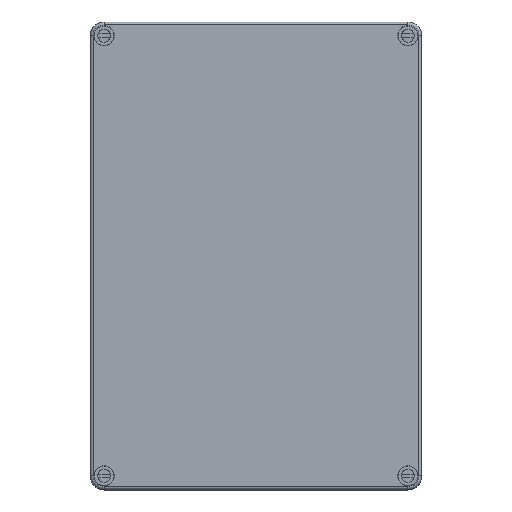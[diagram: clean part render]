
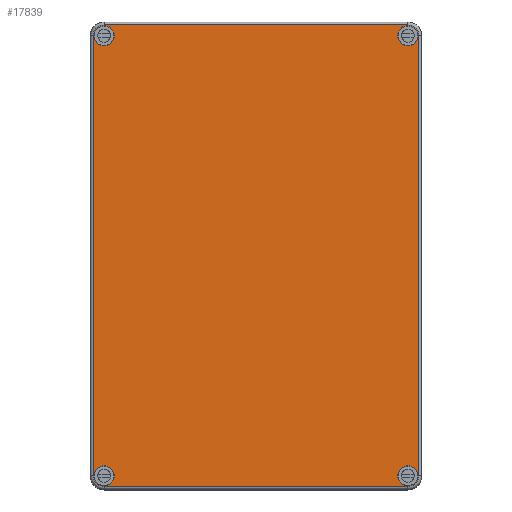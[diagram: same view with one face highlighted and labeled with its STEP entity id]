
A CAD part, top view. The second image highlights one B-rep face of the part: STEP entity #17839.
In plain terms, the highlighted planar face has unit normal (0, 0, 1).
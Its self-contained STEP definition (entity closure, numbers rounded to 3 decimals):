
#4 = ORIENTED_EDGE ( 'NONE', *, *, #2459, .F. ) ;
#49 = DIRECTION ( 'NONE',  ( 0., 0., 1. ) ) ;
#59 = DIRECTION ( 'NONE',  ( -1., 0., 0. ) ) ;
#305 = DIRECTION ( 'NONE',  ( 0., 0., 1. ) ) ;
#322 = VECTOR ( 'NONE', #21545, 1000. ) ;
#430 = EDGE_LOOP ( 'NONE', ( #9394, #4 ) ) ;
#585 = CARTESIAN_POINT ( 'NONE',  ( -82.5, -119.5, 39. ) ) ;
#600 = VECTOR ( 'NONE', #59, 1000. ) ;
#843 = EDGE_CURVE ( 'NONE', #11828, #3006, #6315, .T. ) ;
#985 = VERTEX_POINT ( 'NONE', #14658 ) ;
#1201 = DIRECTION ( 'NONE',  ( 1., 0., 0. ) ) ;
#1225 = CARTESIAN_POINT ( 'NONE',  ( 82.5, 119.5, 39. ) ) ;
#1292 = CARTESIAN_POINT ( 'NONE',  ( -82.5, 119.5, 39. ) ) ;
#1385 = VERTEX_POINT ( 'NONE', #10858 ) ;
#1672 = ORIENTED_EDGE ( 'NONE', *, *, #14865, .F. ) ;
#1855 = CARTESIAN_POINT ( 'NONE',  ( 88.369, -119.5, 39. ) ) ;
#1876 = AXIS2_PLACEMENT_3D ( 'NONE', #10343, #49, #12037 ) ;
#2044 = DIRECTION ( 'NONE',  ( 0., 0., 1. ) ) ;
#2326 = AXIS2_PLACEMENT_3D ( 'NONE', #8811, #20733, #10555 ) ;
#2327 = DIRECTION ( 'NONE',  ( -1., 0., 0. ) ) ;
#2379 = CIRCLE ( 'NONE', #7840, 5.869 ) ;
#2459 = EDGE_CURVE ( 'NONE', #15268, #4363, #11622, .T. ) ;
#2506 = CARTESIAN_POINT ( 'NONE',  ( -82.5, 119.5, 39. ) ) ;
#2668 = CARTESIAN_POINT ( 'NONE',  ( 88., -119.5, 39. ) ) ;
#2710 = VERTEX_POINT ( 'NONE', #10426 ) ;
#2967 = DIRECTION ( 'NONE',  ( -1., 0., 0. ) ) ;
#3006 = VERTEX_POINT ( 'NONE', #18865 ) ;
#3050 = DIRECTION ( 'NONE',  ( 1., 0., 0. ) ) ;
#3128 = EDGE_LOOP ( 'NONE', ( #17578, #14611 ) ) ;
#3329 = ORIENTED_EDGE ( 'NONE', *, *, #8496, .T. ) ;
#3511 = VERTEX_POINT ( 'NONE', #5102 ) ;
#3649 = ORIENTED_EDGE ( 'NONE', *, *, #20143, .F. ) ;
#3704 = CARTESIAN_POINT ( 'NONE',  ( -88.369, -119.5, 39. ) ) ;
#3854 = DIRECTION ( 'NONE',  ( 0., 0., 1. ) ) ;
#4098 = EDGE_CURVE ( 'NONE', #11819, #11314, #12619, .T. ) ;
#4113 = FACE_BOUND ( 'NONE', #21062, .T. ) ;
#4191 = VECTOR ( 'NONE', #10912, 1000. ) ;
#4225 = AXIS2_PLACEMENT_3D ( 'NONE', #10681, #3854, #15806 ) ;
#4226 = DIRECTION ( 'NONE',  ( 1., 0., 0. ) ) ;
#4352 = CARTESIAN_POINT ( 'NONE',  ( 82.5, -119.5, 39. ) ) ;
#4363 = VERTEX_POINT ( 'NONE', #19734 ) ;
#4536 = AXIS2_PLACEMENT_3D ( 'NONE', #1292, #13307, #3050 ) ;
#4567 = AXIS2_PLACEMENT_3D ( 'NONE', #21648, #11474, #1201 ) ;
#4640 = FACE_BOUND ( 'NONE', #19046, .T. ) ;
#4663 = CARTESIAN_POINT ( 'NONE',  ( 82.5, 125.369, 39. ) ) ;
#5102 = CARTESIAN_POINT ( 'NONE',  ( 77., 119.5, 39. ) ) ;
#5421 = LINE ( 'NONE', #19861, #322 ) ;
#5714 = CARTESIAN_POINT ( 'NONE',  ( -88.369, 150., 39. ) ) ;
#6062 = DIRECTION ( 'NONE',  ( 1., 0., 0. ) ) ;
#6216 = VECTOR ( 'NONE', #13576, 1000. ) ;
#6309 = AXIS2_PLACEMENT_3D ( 'NONE', #10599, #305, #12303 ) ;
#6315 = CIRCLE ( 'NONE', #20535, 5.869 ) ;
#6696 = AXIS2_PLACEMENT_3D ( 'NONE', #10111, #21984, #11809 ) ;
#7283 = LINE ( 'NONE', #20304, #6216 ) ;
#7783 = VERTEX_POINT ( 'NONE', #15571 ) ;
#7840 = AXIS2_PLACEMENT_3D ( 'NONE', #585, #12581, #2327 ) ;
#8406 = CARTESIAN_POINT ( 'NONE',  ( 82.5, 119.5, 39. ) ) ;
#8496 = EDGE_CURVE ( 'NONE', #7783, #2710, #17704, .T. ) ;
#8652 = FACE_BOUND ( 'NONE', #3128, .T. ) ;
#8742 = LINE ( 'NONE', #5714, #4191 ) ;
#8811 = CARTESIAN_POINT ( 'NONE',  ( 82.5, -119.5, 39. ) ) ;
#9060 = AXIS2_PLACEMENT_3D ( 'NONE', #8406, #20322, #10147 ) ;
#9394 = ORIENTED_EDGE ( 'NONE', *, *, #16412, .F. ) ;
#9499 = CIRCLE ( 'NONE', #14104, 5.5 ) ;
#9849 = VERTEX_POINT ( 'NONE', #16644 ) ;
#9904 = CIRCLE ( 'NONE', #15626, 5.5 ) ;
#9908 = EDGE_CURVE ( 'NONE', #3511, #11546, #14995, .T. ) ;
#9958 = ORIENTED_EDGE ( 'NONE', *, *, #15480, .F. ) ;
#10111 = CARTESIAN_POINT ( 'NONE',  ( 82.5, 119.5, 39. ) ) ;
#10147 = DIRECTION ( 'NONE',  ( 1., 0., 0. ) ) ;
#10171 = ORIENTED_EDGE ( 'NONE', *, *, #21628, .T. ) ;
#10278 = VERTEX_POINT ( 'NONE', #17891 ) ;
#10343 = CARTESIAN_POINT ( 'NONE',  ( 82.5, -119.5, 39. ) ) ;
#10426 = CARTESIAN_POINT ( 'NONE',  ( -88.369, 119.5, 39. ) ) ;
#10533 = CARTESIAN_POINT ( 'NONE',  ( 88., 119.5, 39. ) ) ;
#10555 = DIRECTION ( 'NONE',  ( 1., 0., 0. ) ) ;
#10599 = CARTESIAN_POINT ( 'NONE',  ( -82.5, 119.5, 39. ) ) ;
#10681 = CARTESIAN_POINT ( 'NONE',  ( 0., 0., 39. ) ) ;
#10858 = CARTESIAN_POINT ( 'NONE',  ( -88., 119.5, 39. ) ) ;
#10897 = EDGE_CURVE ( 'NONE', #11314, #11819, #9904, .T. ) ;
#10912 = DIRECTION ( 'NONE',  ( 0., -1., 0. ) ) ;
#11314 = VERTEX_POINT ( 'NONE', #2668 ) ;
#11410 = CARTESIAN_POINT ( 'NONE',  ( 77., -119.5, 39. ) ) ;
#11474 = DIRECTION ( 'NONE',  ( 0., 0., 1. ) ) ;
#11546 = VERTEX_POINT ( 'NONE', #10533 ) ;
#11622 = CIRCLE ( 'NONE', #4567, 5.5 ) ;
#11809 = DIRECTION ( 'NONE',  ( 1., 0., 0. ) ) ;
#11819 = VERTEX_POINT ( 'NONE', #11410 ) ;
#11828 = VERTEX_POINT ( 'NONE', #4663 ) ;
#11837 = ORIENTED_EDGE ( 'NONE', *, *, #18221, .F. ) ;
#11894 = CIRCLE ( 'NONE', #9060, 5.5 ) ;
#12037 = DIRECTION ( 'NONE',  ( 1., 0., 0. ) ) ;
#12303 = DIRECTION ( 'NONE',  ( 1., 0., 0. ) ) ;
#12314 = CARTESIAN_POINT ( 'NONE',  ( -82.5, -119.5, 39. ) ) ;
#12581 = DIRECTION ( 'NONE',  ( 0., 0., -1. ) ) ;
#12619 = CIRCLE ( 'NONE', #1876, 5.5 ) ;
#13224 = FACE_OUTER_BOUND ( 'NONE', #21659, .T. ) ;
#13237 = DIRECTION ( 'NONE',  ( 0., 0., -1. ) ) ;
#13276 = CIRCLE ( 'NONE', #2326, 5.869 ) ;
#13307 = DIRECTION ( 'NONE',  ( 0., 0., 1. ) ) ;
#13576 = DIRECTION ( 'NONE',  ( -1., 0., 0. ) ) ;
#13784 = CARTESIAN_POINT ( 'NONE',  ( 100., 125.369, 39. ) ) ;
#14036 = DIRECTION ( 'NONE',  ( 1., 0., 0. ) ) ;
#14097 = ORIENTED_EDGE ( 'NONE', *, *, #4098, .F. ) ;
#14104 = AXIS2_PLACEMENT_3D ( 'NONE', #12314, #2044, #14036 ) ;
#14472 = DIRECTION ( 'NONE',  ( 0., 0., 1. ) ) ;
#14611 = ORIENTED_EDGE ( 'NONE', *, *, #9908, .F. ) ;
#14658 = CARTESIAN_POINT ( 'NONE',  ( -82.5, -125.369, 39. ) ) ;
#14694 = EDGE_CURVE ( 'NONE', #11546, #3511, #11894, .T. ) ;
#14865 = EDGE_CURVE ( 'NONE', #10278, #1385, #21710, .T. ) ;
#14988 = AXIS2_PLACEMENT_3D ( 'NONE', #2506, #14472, #4226 ) ;
#14995 = CIRCLE ( 'NONE', #6696, 5.5 ) ;
#15207 = EDGE_CURVE ( 'NONE', #11828, #7783, #19335, .T. ) ;
#15268 = VERTEX_POINT ( 'NONE', #17244 ) ;
#15480 = EDGE_CURVE ( 'NONE', #3006, #16941, #5421, .T. ) ;
#15571 = CARTESIAN_POINT ( 'NONE',  ( -82.5, 125.369, 39. ) ) ;
#15626 = AXIS2_PLACEMENT_3D ( 'NONE', #4352, #16301, #6062 ) ;
#15751 = EDGE_CURVE ( 'NONE', #9849, #16941, #13276, .T. ) ;
#15806 = DIRECTION ( 'NONE',  ( 1., 0., 0. ) ) ;
#16301 = DIRECTION ( 'NONE',  ( 0., 0., 1. ) ) ;
#16308 = ORIENTED_EDGE ( 'NONE', *, *, #843, .F. ) ;
#16412 = EDGE_CURVE ( 'NONE', #4363, #15268, #9499, .T. ) ;
#16644 = CARTESIAN_POINT ( 'NONE',  ( 82.5, -125.369, 39. ) ) ;
#16941 = VERTEX_POINT ( 'NONE', #1855 ) ;
#17140 = ORIENTED_EDGE ( 'NONE', *, *, #15751, .T. ) ;
#17244 = CARTESIAN_POINT ( 'NONE',  ( -88., -119.5, 39. ) ) ;
#17578 = ORIENTED_EDGE ( 'NONE', *, *, #14694, .F. ) ;
#17704 = CIRCLE ( 'NONE', #14988, 5.869 ) ;
#17722 = FACE_BOUND ( 'NONE', #430, .T. ) ;
#17774 = VERTEX_POINT ( 'NONE', #3704 ) ;
#17839 = ADVANCED_FACE ( 'NONE', ( #13224, #17722, #4640, #8652, #4113 ), #19160, .T. ) ;
#17891 = CARTESIAN_POINT ( 'NONE',  ( -77., 119.5, 39. ) ) ;
#18221 = EDGE_CURVE ( 'NONE', #9849, #985, #7283, .T. ) ;
#18865 = CARTESIAN_POINT ( 'NONE',  ( 88.369, 119.5, 39. ) ) ;
#19046 = EDGE_LOOP ( 'NONE', ( #20972, #14097 ) ) ;
#19160 = PLANE ( 'NONE',  #4225 ) ;
#19208 = EDGE_CURVE ( 'NONE', #1385, #10278, #21630, .T. ) ;
#19335 = LINE ( 'NONE', #13784, #600 ) ;
#19555 = ORIENTED_EDGE ( 'NONE', *, *, #19208, .F. ) ;
#19734 = CARTESIAN_POINT ( 'NONE',  ( -77., -119.5, 39. ) ) ;
#19861 = CARTESIAN_POINT ( 'NONE',  ( 88.369, 150., 39. ) ) ;
#20143 = EDGE_CURVE ( 'NONE', #985, #17774, #2379, .T. ) ;
#20304 = CARTESIAN_POINT ( 'NONE',  ( 100., -125.369, 39. ) ) ;
#20322 = DIRECTION ( 'NONE',  ( 0., 0., 1. ) ) ;
#20535 = AXIS2_PLACEMENT_3D ( 'NONE', #1225, #13237, #2967 ) ;
#20733 = DIRECTION ( 'NONE',  ( 0., 0., 1. ) ) ;
#20972 = ORIENTED_EDGE ( 'NONE', *, *, #10897, .F. ) ;
#21062 = EDGE_LOOP ( 'NONE', ( #1672, #19555 ) ) ;
#21545 = DIRECTION ( 'NONE',  ( 0., -1., 0. ) ) ;
#21628 = EDGE_CURVE ( 'NONE', #2710, #17774, #8742, .T. ) ;
#21630 = CIRCLE ( 'NONE', #4536, 5.5 ) ;
#21648 = CARTESIAN_POINT ( 'NONE',  ( -82.5, -119.5, 39. ) ) ;
#21659 = EDGE_LOOP ( 'NONE', ( #3649, #11837, #17140, #9958, #16308, #22044, #3329, #10171 ) ) ;
#21710 = CIRCLE ( 'NONE', #6309, 5.5 ) ;
#21984 = DIRECTION ( 'NONE',  ( 0., 0., 1. ) ) ;
#22044 = ORIENTED_EDGE ( 'NONE', *, *, #15207, .T. ) ;
